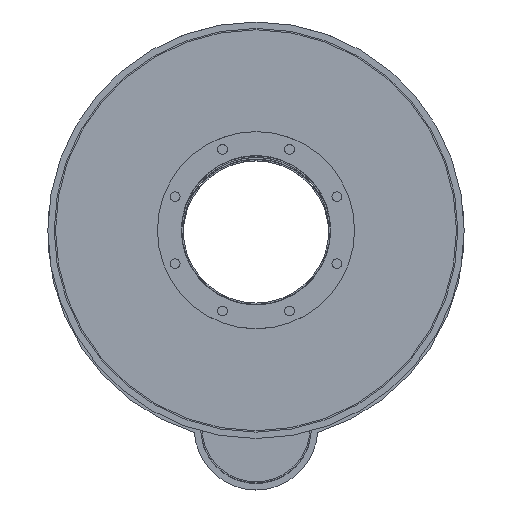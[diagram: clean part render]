
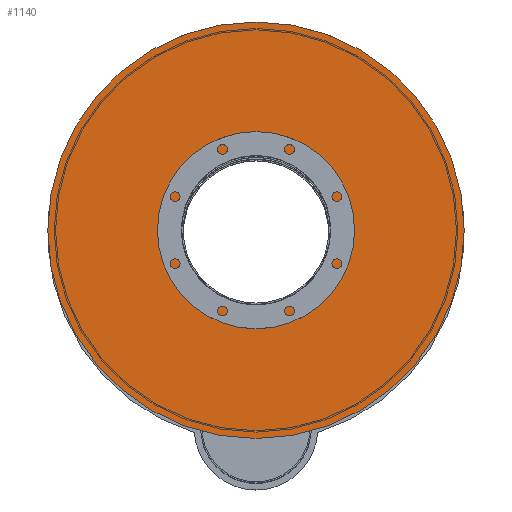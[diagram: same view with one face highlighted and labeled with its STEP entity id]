
A CAD part, top view. The second image highlights one B-rep face of the part: STEP entity #1140.
In plain terms, the highlighted planar face has unit normal (0, 0, 1).
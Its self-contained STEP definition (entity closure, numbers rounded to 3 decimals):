
#142=PLANE('',#1304);
#226=FACE_BOUND('',#459,.T.);
#304=FACE_OUTER_BOUND('',#458,.T.);
#458=EDGE_LOOP('',(#1006));
#459=EDGE_LOOP('',(#1007));
#554=CIRCLE('',#1299,168.5);
#556=CIRCLE('',#1302,470.);
#658=VERTEX_POINT('',#1948);
#660=VERTEX_POINT('',#1953);
#778=EDGE_CURVE('',#658,#658,#554,.T.);
#780=EDGE_CURVE('',#660,#660,#556,.T.);
#1006=ORIENTED_EDGE('',*,*,#780,.F.);
#1007=ORIENTED_EDGE('',*,*,#778,.T.);
#1140=ADVANCED_FACE('',(#304,#226),#142,.F.);
#1299=AXIS2_PLACEMENT_3D('',#1949,#1630,#1631);
#1302=AXIS2_PLACEMENT_3D('',#1954,#1636,#1637);
#1304=AXIS2_PLACEMENT_3D('',#1957,#1640,#1641);
#1630=DIRECTION('center_axis',(0.,0.,-1.));
#1631=DIRECTION('ref_axis',(-1.,0.,0.));
#1636=DIRECTION('center_axis',(0.,0.,-1.));
#1637=DIRECTION('ref_axis',(-1.,0.,0.));
#1640=DIRECTION('center_axis',(0.,0.,-1.));
#1641=DIRECTION('ref_axis',(-1.,0.,0.));
#1948=CARTESIAN_POINT('',(168.5,0.,4508.));
#1949=CARTESIAN_POINT('Origin',(0.,0.,4508.));
#1953=CARTESIAN_POINT('',(470.,0.,4508.));
#1954=CARTESIAN_POINT('Origin',(0.,0.,4508.));
#1957=CARTESIAN_POINT('Origin',(0.,0.,4508.));
